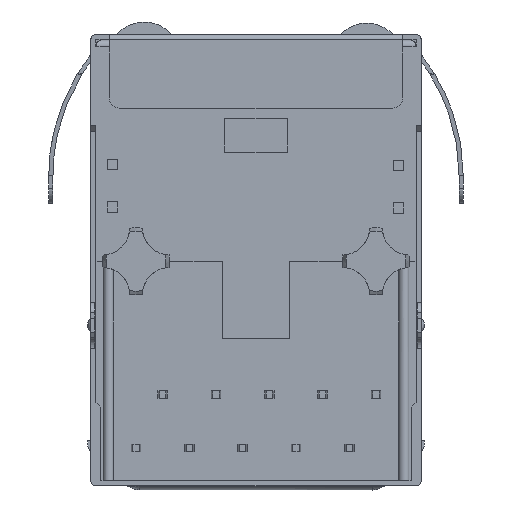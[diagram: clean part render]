
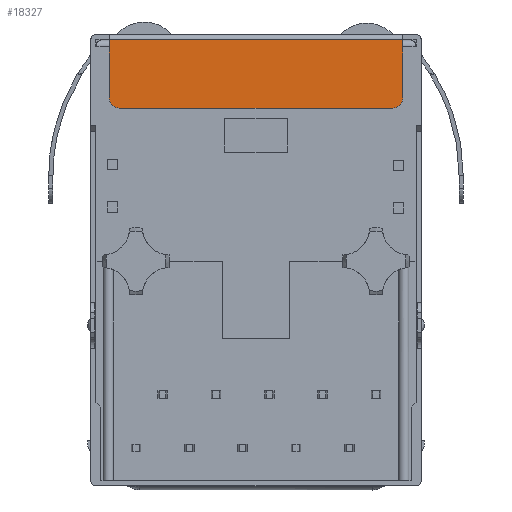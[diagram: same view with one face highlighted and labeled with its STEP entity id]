
A CAD part, front view. The second image highlights one B-rep face of the part: STEP entity #18327.
In plain terms, the highlighted planar face has unit normal (0, -1, 0).
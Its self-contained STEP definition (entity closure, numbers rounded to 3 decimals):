
#6299=DIRECTION('',(1.,0.,0.));
#6300=VECTOR('',#6299,14.);
#6301=CARTESIAN_POINT('',(-7.,-6.7,-0.25));
#6302=LINE('',#6301,#6300);
#6303=DIRECTION('',(0.,0.,-1.));
#6304=VECTOR('',#6303,2.75);
#6305=CARTESIAN_POINT('',(7.,-6.7,-0.25));
#6306=LINE('',#6305,#6304);
#6307=CARTESIAN_POINT('',(6.5,-6.7,-3.));
#6308=DIRECTION('',(0.,-1.,0.));
#6309=DIRECTION('',(0.,0.,-1.));
#6310=AXIS2_PLACEMENT_3D('',#6307,#6308,#6309);
#6312=DIRECTION('',(1.,0.,0.));
#6313=VECTOR('',#6312,13.);
#6314=CARTESIAN_POINT('',(-6.5,-6.7,-3.5));
#6315=LINE('',#6314,#6313);
#6316=CARTESIAN_POINT('',(-6.5,-6.7,-3.));
#6317=DIRECTION('',(0.,-1.,0.));
#6318=DIRECTION('',(-1.,0.,0.));
#6319=AXIS2_PLACEMENT_3D('',#6316,#6317,#6318);
#6321=DIRECTION('',(0.,0.,-1.));
#6322=VECTOR('',#6321,2.75);
#6323=CARTESIAN_POINT('',(-7.,-6.7,-0.25));
#6324=LINE('',#6323,#6322);
#7473=CARTESIAN_POINT('',(-7.,-6.7,-3.));
#7474=VERTEX_POINT('',#7473);
#7475=CARTESIAN_POINT('',(7.,-6.7,-3.));
#7476=VERTEX_POINT('',#7475);
#7959=CARTESIAN_POINT('',(-6.5,-6.7,-3.5));
#7960=VERTEX_POINT('',#7959);
#7961=CARTESIAN_POINT('',(6.5,-6.7,-3.5));
#7962=VERTEX_POINT('',#7961);
#8084=CARTESIAN_POINT('',(7.,-6.7,-0.25));
#8086=VERTEX_POINT('',#8084);
#8087=CARTESIAN_POINT('',(-7.,-6.7,-0.25));
#8088=VERTEX_POINT('',#8087);
#18314=CARTESIAN_POINT('',(-7.875,-6.7,-3.5));
#18315=DIRECTION('',(0.,-1.,0.));
#18316=DIRECTION('',(0.,0.,1.));
#18317=AXIS2_PLACEMENT_3D('',#18314,#18315,#18316);
#18318=PLANE('',#18317);
#18319=ORIENTED_EDGE('',*,*,#18128,.T.);
#18320=ORIENTED_EDGE('',*,*,#18147,.T.);
#18321=ORIENTED_EDGE('',*,*,#18281,.F.);
#18322=ORIENTED_EDGE('',*,*,#18294,.F.);
#18323=ORIENTED_EDGE('',*,*,#18308,.F.);
#18324=ORIENTED_EDGE('',*,*,#18110,.F.);
#18325=EDGE_LOOP('',(#18319,#18320,#18321,#18322,#18323,#18324));
#18326=FACE_OUTER_BOUND('',#18325,.F.);
#6311=CIRCLE('',#6310,0.5);
#6320=CIRCLE('',#6319,0.5);
#18110=EDGE_CURVE('',#8088,#7474,#6324,.T.);
#18128=EDGE_CURVE('',#8088,#8086,#6302,.T.);
#18147=EDGE_CURVE('',#8086,#7476,#6306,.T.);
#18281=EDGE_CURVE('',#7962,#7476,#6311,.T.);
#18294=EDGE_CURVE('',#7960,#7962,#6315,.T.);
#18308=EDGE_CURVE('',#7474,#7960,#6320,.T.);
#18327=ADVANCED_FACE('',(#18326),#18318,.T.);
